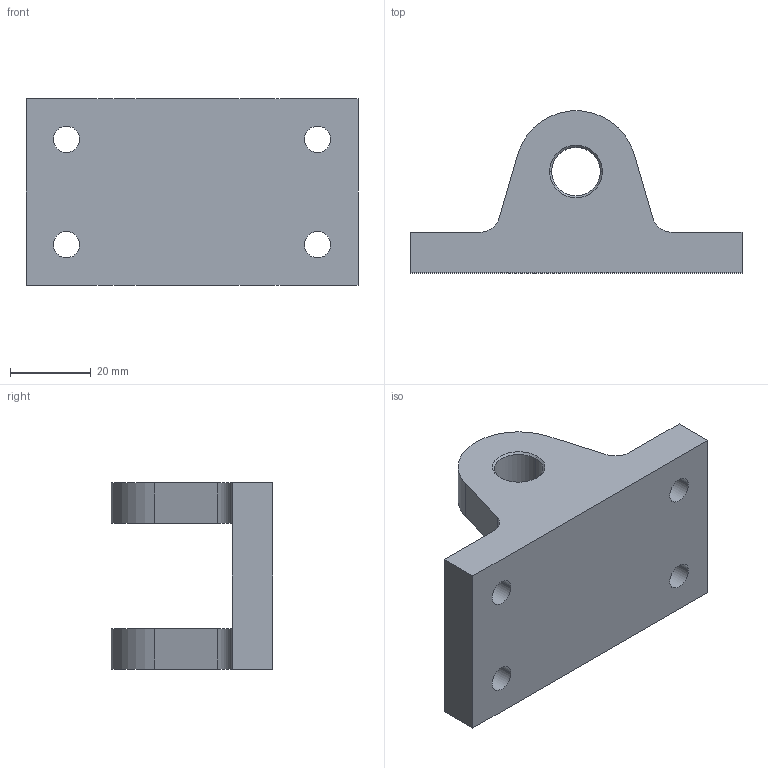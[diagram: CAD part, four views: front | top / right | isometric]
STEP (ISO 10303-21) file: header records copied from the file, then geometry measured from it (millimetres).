
FILE_DESCRIPTION((''),'2;1');
FILE_NAME('5-07','2022-01-09T15:21:27',('Y'),('FoxCAVITY'),'CREO PARAMETRIC BY PTC INC, 2020454','CREO PARAMETRIC BY PTC INC, 2020454','');
FILE_SCHEMA(('CONFIG_CONTROL_DESIGN'));
Length unit declared in the file: millimetre
Products named in the file (1): 5-07
Bounding box: 82 x 39.94 x 46 mm (x, y, z)
Volume: 51340.4 mm3; surface area: 15320.1 mm2
Topology: 1 solids, 1 shells, 40 faces, 104 edges, 68 vertices
Faces by surface type: cylinder 22, plane 14, cone 4
Entity records: 1306 total; most frequent: DIRECTION 232, CARTESIAN_POINT 212, ORIENTED_EDGE 208, EDGE_CURVE 104, AXIS2_PLACEMENT_3D 88, VERTEX_POINT 68, VECTOR 56, LINE 56
